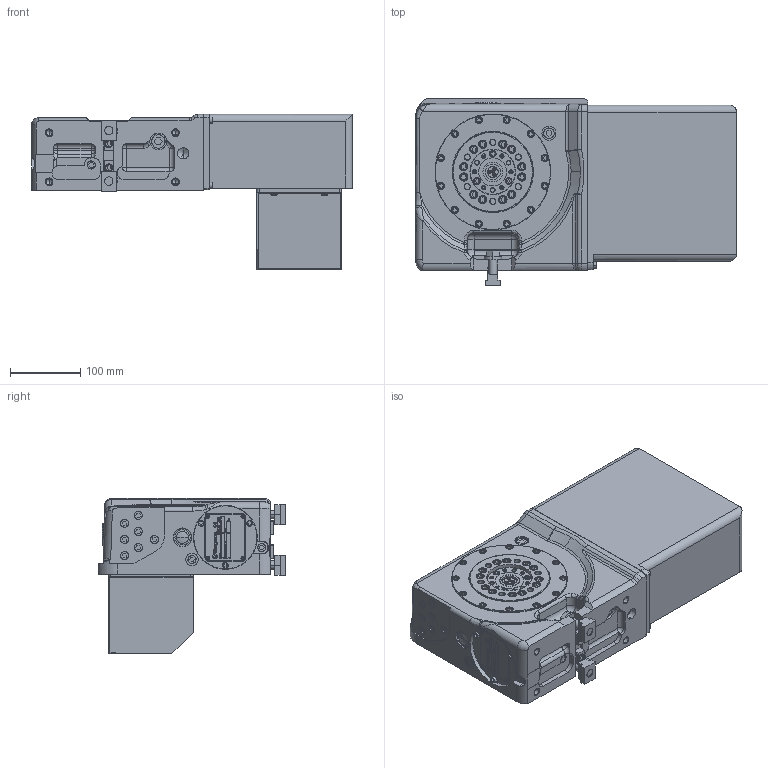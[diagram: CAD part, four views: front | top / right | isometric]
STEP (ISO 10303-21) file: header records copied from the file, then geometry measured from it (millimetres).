
FILE_DESCRIPTION (( 'STEP AP203' ), '1' );
FILE_NAME ('OUTSIDE VIEW-CKR160RZ01.STEP', '2016-02-19T08:16:14', ( '' ), ( '' ), 'SwSTEP 2.0', 'SolidWorks 2014', '' );
FILE_SCHEMA (( 'CONFIG_CONTROL_DESIGN' ));
Length unit declared in the file: millimetre
Products named in the file (18): 儌乕僞働乕僗PAD-CKR160RZ01; コネクタカバー（61E3639681）MR160RAF02; コネクタプレート(61E452937); ワッシャ １２(61M4266320)VQ100; B パーカ　M12×40; Tスロットナット１４１２; 儂儞僞僀ASSY(61E5011490)CKR160R00; OUTSIDE VIEW-CKR160RZ01
Assembly tree (10 placements, depth 2):
  儌乕僞働乕僗PAD-CKR160RZ01
  コネクタカバー（61E3639681）MR160RAF02
  コネクタプレート(61E452937)
  ワッシャ １２(61M4266320)VQ100
  ワッシャ １２(61M4266320)VQ100
Bounding box: 457 x 267 x 221 mm (x, y, z)
Volume: 10516842.5 mm3; surface area: 647317.9 mm2
Topology: 11 solids, 70 shells, 3051 faces, 7207 edges, 4620 vertices
Faces by surface type: plane 1713, cylinder 811, cone 411, bspline 73, torus 27, sphere 16
Entity records: 97601 total; most frequent: CARTESIAN_POINT 25368, DIRECTION 14849, ORIENTED_EDGE 14160, EDGE_CURVE 7080, AXIS2_PLACEMENT_3D 5070, LINE 4709, VECTOR 4709, VERTEX_POINT 4576
